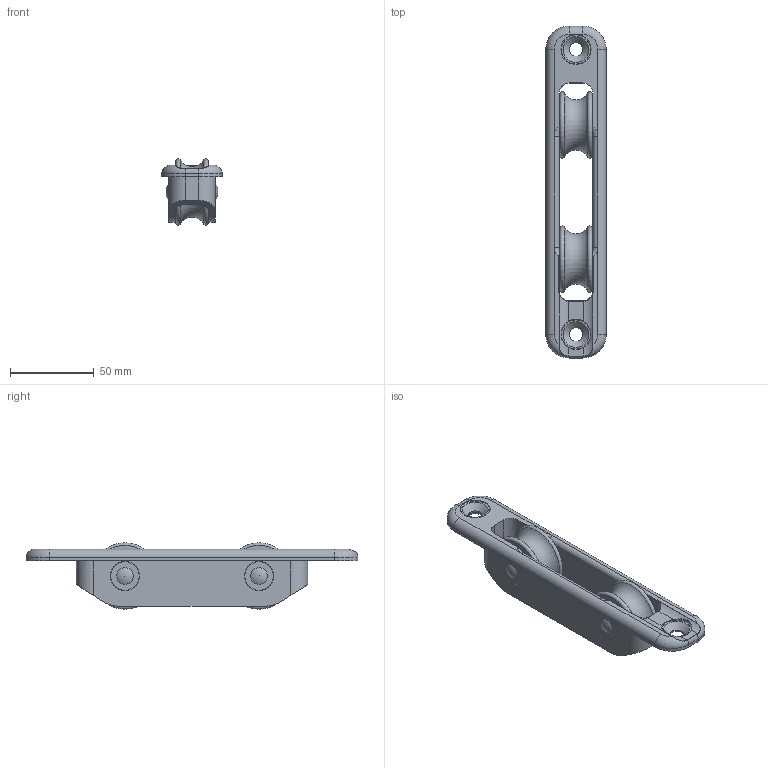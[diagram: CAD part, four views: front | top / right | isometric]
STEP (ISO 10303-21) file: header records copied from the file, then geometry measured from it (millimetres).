
FILE_DESCRIPTION(/* description */ (''),/* implementation_level */ '2;1');
FILE_NAME(/* name */ '00418D.stp',/* time_stamp */ '2022-12-06T08:59:51+01:00',/* author */ ('lucade'),/* organization */ (''),/* preprocessor_version */ 'ST-DEVELOPER v19.2',/* originating_system */ 'Autodesk Inventor 2023',/* authorisation */ '');
FILE_SCHEMA (('AUTOMOTIVE_DESIGN { 1 0 10303 214 3 1 1 }'));
Length unit declared in the file: millimetre
Products named in the file (1): Parte1
Bounding box: 36 x 198 x 39.5 mm (x, y, z)
Volume: 85421.1 mm3; surface area: 42160.3 mm2
Topology: 3 solids, 3 shells, 190 faces, 422 edges, 261 vertices
Faces by surface type: cylinder 70, plane 54, torus 44, cone 10, bspline 6, sphere 6
Full cylindrical faces by diameter (mm): 8 x4, 8.2 x8, 9.8 x2, 10 x2, 12 x2, 17 x8, 17.4 x4, 18 x2, 21.6 x4, 28.4 x4
Entity records: 5602 total; most frequent: CARTESIAN_POINT 1168, DIRECTION 1031, ORIENTED_EDGE 832, AXIS2_PLACEMENT_3D 446, EDGE_CURVE 416, VERTEX_POINT 261, CIRCLE 253, EDGE_LOOP 233
